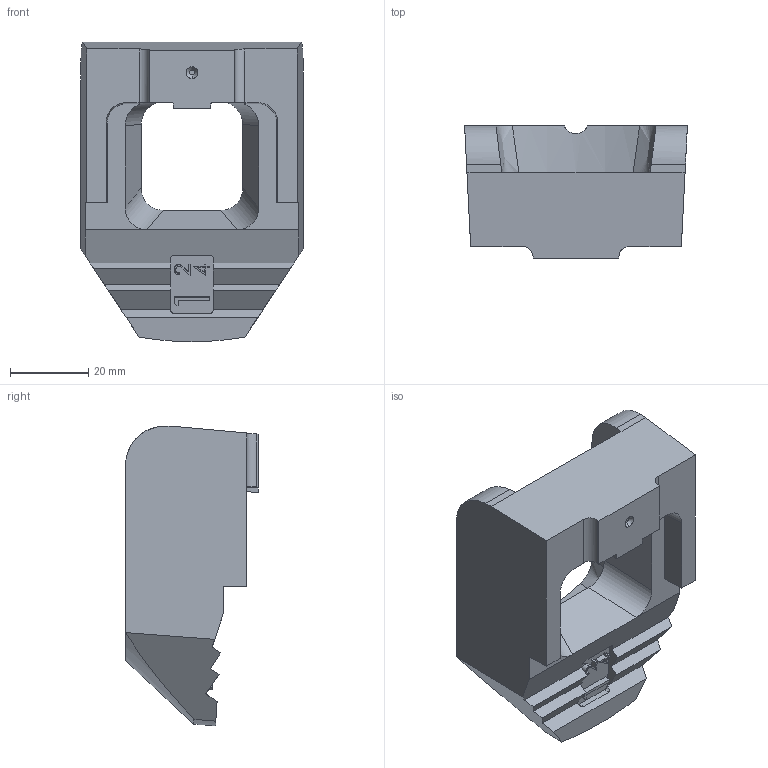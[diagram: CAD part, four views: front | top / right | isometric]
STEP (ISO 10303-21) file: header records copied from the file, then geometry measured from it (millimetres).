
FILE_DESCRIPTION (( 'STEP AP214' ), '1' );
FILE_NAME ('Typ A kurz M24.STEP', '2008-02-15T12:27:00', ( 'Schütte' ), ( ' ' ), 'SwSTEP 2.0', 'SolidWorks 2008', '' );
FILE_SCHEMA (( 'AUTOMOTIVE_DESIGN' ));
Length unit declared in the file: millimetre
Products named in the file (1): Typ A kurz M24
Bounding box: 57 x 34 x 76.63 mm (x, y, z)
Volume: 59642.2 mm3; surface area: 15812.5 mm2
Topology: 1 solids, 1 shells, 291 faces, 776 edges, 513 vertices
Faces by surface type: plane 212, bspline 53, cylinder 21, cone 5
Entity records: 12105 total; most frequent: CARTESIAN_POINT 5310, ORIENTED_EDGE 1552, DIRECTION 1117, EDGE_CURVE 776, VECTOR 601, LINE 601, VERTEX_POINT 513, EDGE_LOOP 319
